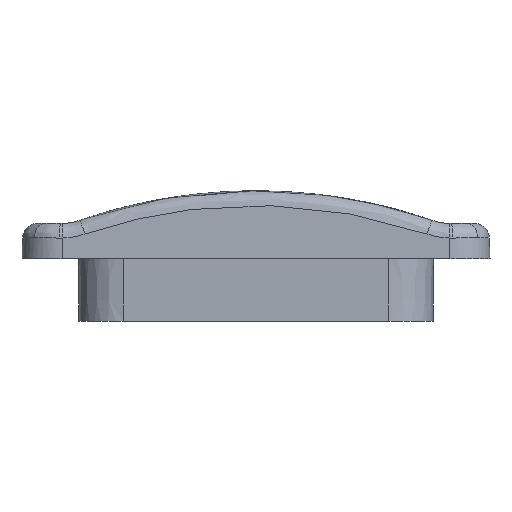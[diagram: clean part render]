
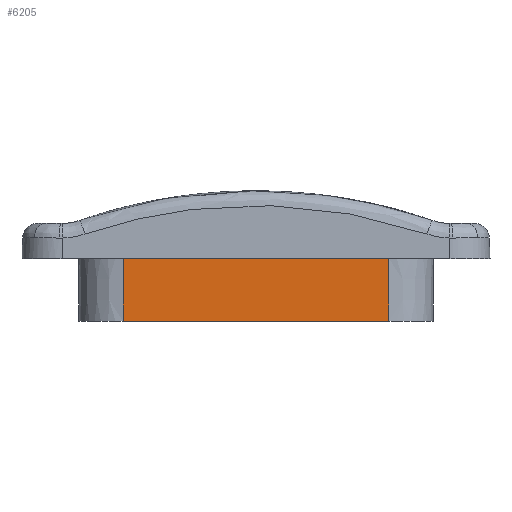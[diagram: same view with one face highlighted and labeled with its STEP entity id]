
A CAD part, front view. The second image highlights one B-rep face of the part: STEP entity #6205.
In plain terms, the highlighted planar face has unit normal (0, -1, -0.009).
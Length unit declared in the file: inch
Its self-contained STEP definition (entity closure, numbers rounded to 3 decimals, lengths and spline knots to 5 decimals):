
#201 = DIRECTION ( 'NONE',  ( -1., 0., 0. ) ) ;
#428 = DIRECTION ( 'NONE',  ( 0., 0.009, -1. ) ) ;
#811 = VECTOR ( 'NONE', #201, 39.37008 ) ;
#841 = EDGE_CURVE ( 'NONE', #5180, #6173, #3528, .T. ) ;
#842 = PLANE ( 'NONE',  #3136 ) ;
#1302 = CARTESIAN_POINT ( 'NONE',  ( -1.04331, -2.00118, 0.00394 ) ) ;
#1380 = ORIENTED_EDGE ( 'NONE', *, *, #5905, .T. ) ;
#1629 = CARTESIAN_POINT ( 'NONE',  ( -1.04331, -2.00547, 0.49606 ) ) ;
#2027 = VERTEX_POINT ( 'NONE', #1629 ) ;
#2053 = EDGE_CURVE ( 'NONE', #5975, #2027, #2103, .T. ) ;
#2103 = LINE ( 'NONE', #2631, #2499 ) ;
#2167 = VECTOR ( 'NONE', #5863, 39.37008 ) ;
#2195 = ORIENTED_EDGE ( 'NONE', *, *, #841, .T. ) ;
#2231 = EDGE_LOOP ( 'NONE', ( #2195, #1380, #5073, #3540 ) ) ;
#2495 = CARTESIAN_POINT ( 'NONE',  ( 1.04331, -2.00787, 0.77079 ) ) ;
#2499 = VECTOR ( 'NONE', #2649, 39.37008 ) ;
#2628 = DIRECTION ( 'NONE',  ( 0., -0.009, 1. ) ) ;
#2631 = CARTESIAN_POINT ( 'NONE',  ( -1.04331, -2.00787, 0.77079 ) ) ;
#2649 = DIRECTION ( 'NONE',  ( 0., -0.009, 1. ) ) ;
#3136 = AXIS2_PLACEMENT_3D ( 'NONE', #4898, #5383, #428 ) ;
#3148 = CARTESIAN_POINT ( 'NONE',  ( 0., -2.00547, 0.49606 ) ) ;
#3164 = EDGE_CURVE ( 'NONE', #5975, #5180, #4334, .T. ) ;
#3528 = LINE ( 'NONE', #2495, #4139 ) ;
#3540 = ORIENTED_EDGE ( 'NONE', *, *, #3164, .T. ) ;
#3911 = CARTESIAN_POINT ( 'NONE',  ( -1.04331, -2.00118, 0.00394 ) ) ;
#4139 = VECTOR ( 'NONE', #2628, 39.37008 ) ;
#4334 = LINE ( 'NONE', #3911, #2167 ) ;
#4550 = LINE ( 'NONE', #3148, #811 ) ;
#4764 = FACE_OUTER_BOUND ( 'NONE', #2231, .T. ) ;
#4898 = CARTESIAN_POINT ( 'NONE',  ( -1.04331, -2.00787, 0.77079 ) ) ;
#5073 = ORIENTED_EDGE ( 'NONE', *, *, #2053, .F. ) ;
#5180 = VERTEX_POINT ( 'NONE', #5826 ) ;
#5383 = DIRECTION ( 'NONE',  ( 0., -1., -0.009 ) ) ;
#5826 = CARTESIAN_POINT ( 'NONE',  ( 1.04331, -2.00118, 0.00394 ) ) ;
#5863 = DIRECTION ( 'NONE',  ( 1., 0., 0. ) ) ;
#5880 = CARTESIAN_POINT ( 'NONE',  ( 1.04331, -2.00547, 0.49606 ) ) ;
#5905 = EDGE_CURVE ( 'NONE', #6173, #2027, #4550, .T. ) ;
#5975 = VERTEX_POINT ( 'NONE', #1302 ) ;
#6173 = VERTEX_POINT ( 'NONE', #5880 ) ;
#6205 = ADVANCED_FACE ( 'NONE', ( #4764 ), #842, .T. ) ;
